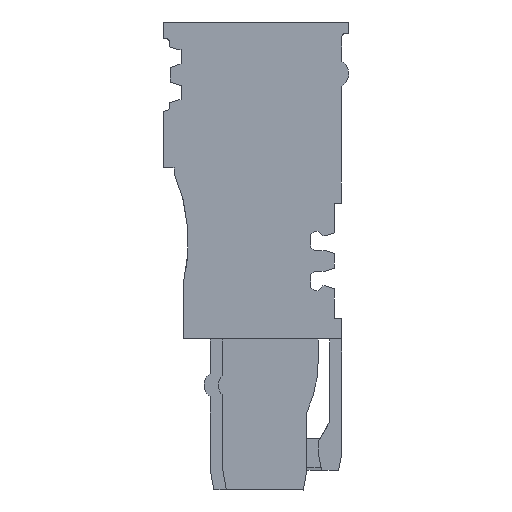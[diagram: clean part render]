
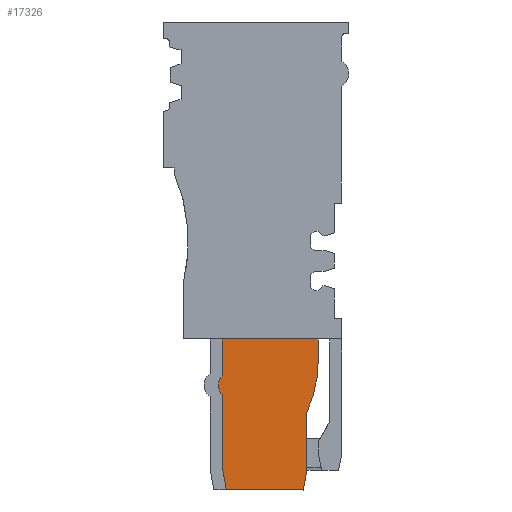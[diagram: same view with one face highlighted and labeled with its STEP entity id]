
A CAD part, left-side view. The second image highlights one B-rep face of the part: STEP entity #17326.
In plain terms, the highlighted planar face has unit normal (-1, 0, 0).
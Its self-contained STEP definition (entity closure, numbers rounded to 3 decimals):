
#17258=AXIS2_PLACEMENT_3D('Plane Axis2P3D',#17255,#17256,#17257) ;
#17269=AXIS2_PLACEMENT_3D('Circle Axis2P3D',#17267,#17268,$) ;
#17311=AXIS2_PLACEMENT_3D('Circle Axis2P3D',#17309,#17310,$) ;
#4240=CARTESIAN_POINT('Vertex',(0.7,11.,13.15)) ;
#4243=CARTESIAN_POINT('Line Origine',(0.7,6.825,13.15)) ;
#4247=CARTESIAN_POINT('Vertex',(0.7,2.65,13.15)) ;
#17236=CARTESIAN_POINT('Line Origine',(0.7,2.65,12.244)) ;
#17240=CARTESIAN_POINT('Vertex',(0.7,2.65,11.337)) ;
#17255=CARTESIAN_POINT('Axis2P3D Location',(0.7,13.686,11.345)) ;
#17260=CARTESIAN_POINT('Line Origine',(0.7,11.,11.561)) ;
#17264=CARTESIAN_POINT('Vertex',(0.7,11.,9.972)) ;
#17267=CARTESIAN_POINT('Axis2P3D Location',(0.7,10.15,9.125)) ;
#17271=CARTESIAN_POINT('Vertex',(0.7,11.,8.278)) ;
#17274=CARTESIAN_POINT('Line Origine',(0.7,11.,5.097)) ;
#17278=CARTESIAN_POINT('Vertex',(0.7,11.,1.916)) ;
#17281=CARTESIAN_POINT('Line Origine',(0.7,10.831,0.958)) ;
#17285=CARTESIAN_POINT('Vertex',(0.7,10.662,0.)) ;
#17288=CARTESIAN_POINT('Line Origine',(0.7,7.306,0.)) ;
#17292=CARTESIAN_POINT('Vertex',(0.7,3.95,0.)) ;
#17295=CARTESIAN_POINT('Line Origine',(0.7,3.8,0.851)) ;
#17299=CARTESIAN_POINT('Vertex',(0.7,3.65,1.701)) ;
#17302=CARTESIAN_POINT('Line Origine',(0.7,3.65,4.228)) ;
#17306=CARTESIAN_POINT('Vertex',(0.7,3.65,6.755)) ;
#17309=CARTESIAN_POINT('Axis2P3D Location',(0.7,13.686,11.345)) ;
#4244=DIRECTION('Vector Direction',(0.,1.,0.)) ;
#17237=DIRECTION('Vector Direction',(0.,0.,-1.)) ;
#17256=DIRECTION('Axis2P3D Direction',(1.,-0.,0.)) ;
#17257=DIRECTION('Axis2P3D XDirection',(0.,0.,-1.)) ;
#17261=DIRECTION('Vector Direction',(0.,0.,-1.)) ;
#17268=DIRECTION('Axis2P3D Direction',(1.,-0.,0.)) ;
#17275=DIRECTION('Vector Direction',(0.,0.,-1.)) ;
#17282=DIRECTION('Vector Direction',(0.,-0.174,-0.985)) ;
#17289=DIRECTION('Vector Direction',(0.,1.,0.)) ;
#17296=DIRECTION('Vector Direction',(0.,0.174,-0.985)) ;
#17303=DIRECTION('Vector Direction',(0.,0.,-1.)) ;
#17310=DIRECTION('Axis2P3D Direction',(1.,-0.,0.)) ;
#4245=VECTOR('Line Direction',#4244,1.) ;
#17238=VECTOR('Line Direction',#17237,1.) ;
#17262=VECTOR('Line Direction',#17261,1.) ;
#17276=VECTOR('Line Direction',#17275,1.) ;
#17283=VECTOR('Line Direction',#17282,1.) ;
#17290=VECTOR('Line Direction',#17289,1.) ;
#17297=VECTOR('Line Direction',#17296,1.) ;
#17304=VECTOR('Line Direction',#17303,1.) ;
#17315=ORIENTED_EDGE('',*,*,#17266,.T.) ;
#17316=ORIENTED_EDGE('',*,*,#17273,.F.) ;
#17317=ORIENTED_EDGE('',*,*,#17280,.T.) ;
#17318=ORIENTED_EDGE('',*,*,#17287,.T.) ;
#17319=ORIENTED_EDGE('',*,*,#17294,.F.) ;
#17320=ORIENTED_EDGE('',*,*,#17301,.F.) ;
#17321=ORIENTED_EDGE('',*,*,#17308,.F.) ;
#17322=ORIENTED_EDGE('',*,*,#17313,.F.) ;
#17323=ORIENTED_EDGE('',*,*,#17242,.F.) ;
#17324=ORIENTED_EDGE('',*,*,#4249,.T.) ;
#17326=ADVANCED_FACE('V1',(#17325),#17259,.F.) ;
#17270=CIRCLE('generated circle',#17269,1.2) ;
#17312=CIRCLE('generated circle',#17311,11.036) ;
#4249=EDGE_CURVE('',#4248,#4241,#4246,.T.) ;
#17242=EDGE_CURVE('',#4248,#17241,#17239,.T.) ;
#17266=EDGE_CURVE('',#4241,#17265,#17263,.T.) ;
#17273=EDGE_CURVE('',#17272,#17265,#17270,.T.) ;
#17280=EDGE_CURVE('',#17272,#17279,#17277,.T.) ;
#17287=EDGE_CURVE('',#17279,#17286,#17284,.T.) ;
#17294=EDGE_CURVE('',#17293,#17286,#17291,.T.) ;
#17301=EDGE_CURVE('',#17300,#17293,#17298,.T.) ;
#17308=EDGE_CURVE('',#17307,#17300,#17305,.T.) ;
#17313=EDGE_CURVE('',#17241,#17307,#17312,.T.) ;
#17314=EDGE_LOOP('',(#17315,#17316,#17317,#17318,#17319,#17320,#17321,#17322,#17323,#17324)) ;
#17325=FACE_OUTER_BOUND('',#17314,.T.) ;
#4246=LINE('Line',#4243,#4245) ;
#17239=LINE('Line',#17236,#17238) ;
#17263=LINE('Line',#17260,#17262) ;
#17277=LINE('Line',#17274,#17276) ;
#17284=LINE('Line',#17281,#17283) ;
#17291=LINE('Line',#17288,#17290) ;
#17298=LINE('Line',#17295,#17297) ;
#17305=LINE('Line',#17302,#17304) ;
#17259=PLANE('',#17258) ;
#4241=VERTEX_POINT('',#4240) ;
#4248=VERTEX_POINT('',#4247) ;
#17241=VERTEX_POINT('',#17240) ;
#17265=VERTEX_POINT('',#17264) ;
#17272=VERTEX_POINT('',#17271) ;
#17279=VERTEX_POINT('',#17278) ;
#17286=VERTEX_POINT('',#17285) ;
#17293=VERTEX_POINT('',#17292) ;
#17300=VERTEX_POINT('',#17299) ;
#17307=VERTEX_POINT('',#17306) ;
